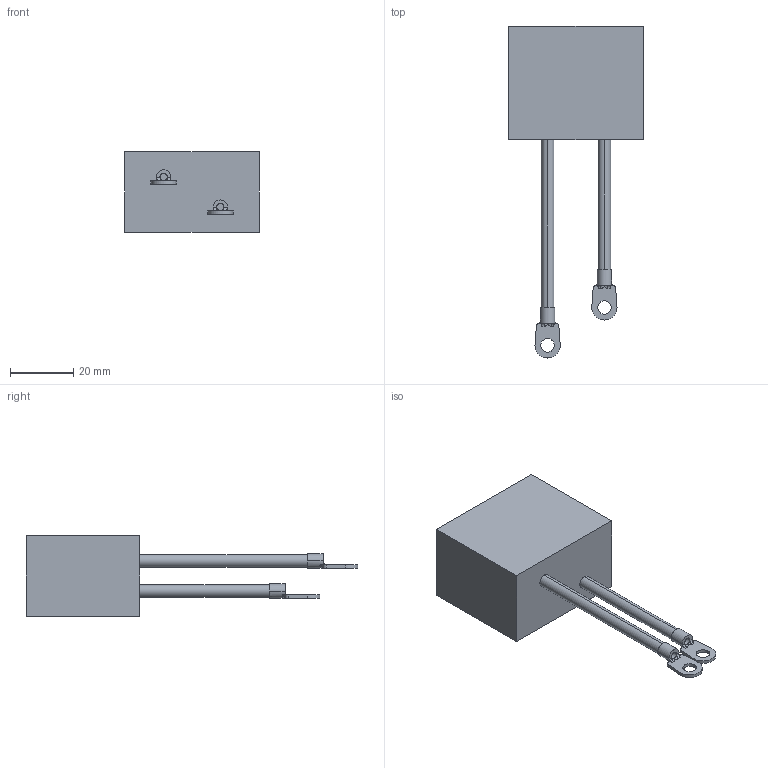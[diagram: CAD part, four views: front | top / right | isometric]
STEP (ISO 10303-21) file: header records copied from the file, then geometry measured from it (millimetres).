
FILE_DESCRIPTION (( 'STEP AP214' ), '1' );
FILE_NAME ('RINDLS22R-29.STEP', '2019-03-08T06:53:28', ( '' ), ( '' ), 'SwSTEP 2.0', 'SolidWorks 2018', '' );
FILE_SCHEMA (( 'AUTOMOTIVE_DESIGN' ));
Length unit declared in the file: millimetre
Products named in the file (1): RINDLS22R-29
Bounding box: 42.5 x 104.9 x 25.5 mm (x, y, z)
Volume: 40333 mm3; surface area: 8823.3 mm2
Topology: 3 solids, 3 shells, 64 faces, 164 edges, 102 vertices
Faces by surface type: cylinder 26, plane 24, bspline 10, torus 4
Entity records: 2414 total; most frequent: CARTESIAN_POINT 835, ORIENTED_EDGE 320, DIRECTION 318, EDGE_CURVE 160, AXIS2_PLACEMENT_3D 125, VERTEX_POINT 102, EDGE_LOOP 72, CIRCLE 70
